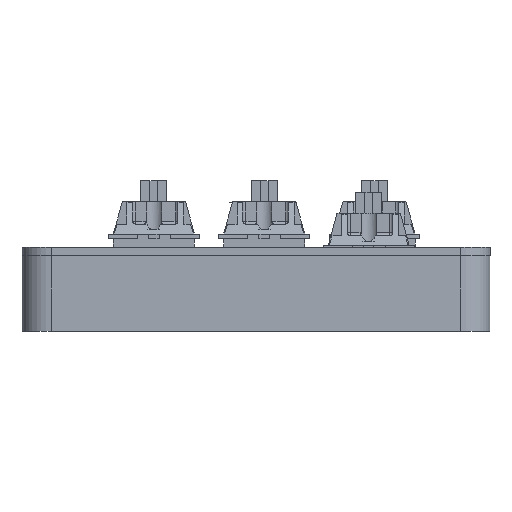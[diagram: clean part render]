
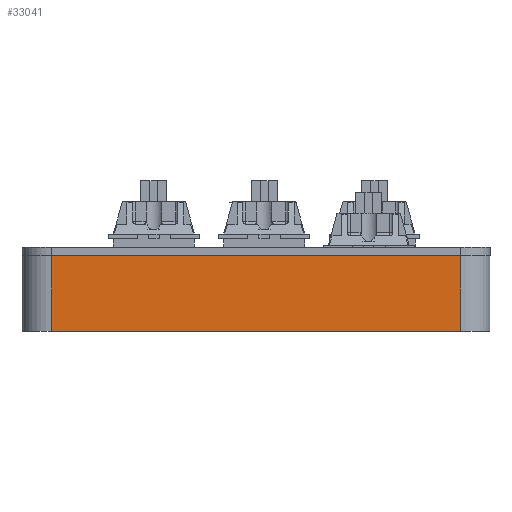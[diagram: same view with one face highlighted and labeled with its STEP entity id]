
A CAD part, front view. The second image highlights one B-rep face of the part: STEP entity #33041.
In plain terms, the highlighted planar face has unit normal (0, -1, 0).
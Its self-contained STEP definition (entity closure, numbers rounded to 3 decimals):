
#3269=FACE_OUTER_BOUND('',#5281,.T.);
#5281=EDGE_LOOP('',(#24413,#24414,#24415,#24416));
#7554=LINE('',#50615,#11023);
#7566=LINE('',#50652,#11035);
#7567=LINE('',#50656,#11036);
#7568=LINE('',#50657,#11037);
#11023=VECTOR('',#38529,10.);
#11035=VECTOR('',#38561,10.);
#11036=VECTOR('',#38566,10.);
#11037=VECTOR('',#38567,10.);
#14587=VERTEX_POINT('',#50612);
#14588=VERTEX_POINT('',#50614);
#14603=VERTEX_POINT('',#50651);
#14604=VERTEX_POINT('',#50655);
#18219=EDGE_CURVE('',#14587,#14588,#7554,.T.);
#18238=EDGE_CURVE('',#14588,#14603,#7566,.T.);
#18240=EDGE_CURVE('',#14604,#14587,#7567,.T.);
#18241=EDGE_CURVE('',#14603,#14604,#7568,.T.);
#24413=ORIENTED_EDGE('',*,*,#18238,.F.);
#24414=ORIENTED_EDGE('',*,*,#18219,.F.);
#24415=ORIENTED_EDGE('',*,*,#18240,.F.);
#24416=ORIENTED_EDGE('',*,*,#18241,.F.);
#31601=PLANE('',#35128);
#33041=ADVANCED_FACE('',(#3269),#31601,.T.);
#35128=AXIS2_PLACEMENT_3D('',#50654,#38564,#38565);
#38529=DIRECTION('',(1.,0.,0.));
#38561=DIRECTION('',(0.,0.,-1.));
#38564=DIRECTION('center_axis',(0.,-1.,0.));
#38565=DIRECTION('ref_axis',(1.,0.,0.));
#38566=DIRECTION('',(0.,0.,1.));
#38567=DIRECTION('',(-1.,0.,0.));
#50612=CARTESIAN_POINT('',(-37.715,-47.414,13.));
#50614=CARTESIAN_POINT('',(32.885,-47.414,13.));
#50615=CARTESIAN_POINT('',(37.885,-47.414,13.));
#50651=CARTESIAN_POINT('',(32.885,-47.414,0.));
#50652=CARTESIAN_POINT('',(32.885,-47.414,0.));
#50654=CARTESIAN_POINT('Origin',(-42.715,-47.414,0.));
#50655=CARTESIAN_POINT('',(-37.715,-47.414,0.));
#50656=CARTESIAN_POINT('',(-37.715,-47.414,0.));
#50657=CARTESIAN_POINT('',(37.885,-47.414,0.));
